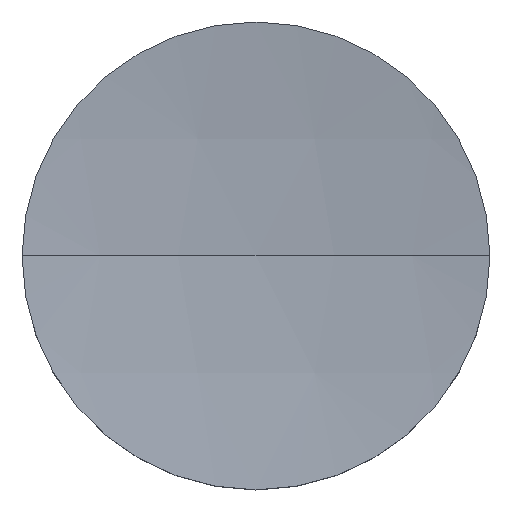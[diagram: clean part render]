
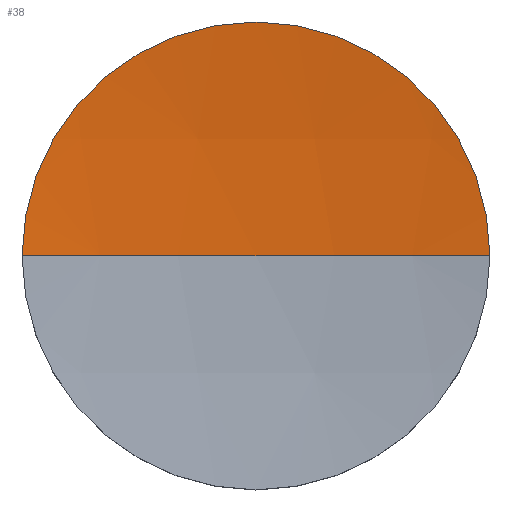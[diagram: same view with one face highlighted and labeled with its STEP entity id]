
A CAD part, top view. The second image highlights one B-rep face of the part: STEP entity #38.
In plain terms, the highlighted spherical face has radius 50 mm.
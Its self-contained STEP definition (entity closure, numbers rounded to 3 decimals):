
#3 = CIRCLE ( 'NONE', #127, 6.35 ) ;
#10 = VERTEX_POINT ( 'NONE', #91 ) ;
#28 = FACE_OUTER_BOUND ( 'NONE', #184, .T. ) ;
#32 = VERTEX_POINT ( 'NONE', #169 ) ;
#38 = ADVANCED_FACE ( 'NONE', ( #28 ), #103, .F. ) ;
#44 = DIRECTION ( 'NONE',  ( 0., -1., 0. ) ) ;
#51 = VERTEX_POINT ( 'NONE', #76 ) ;
#56 = EDGE_CURVE ( 'NONE', #32, #51, #181, .T. ) ;
#76 = CARTESIAN_POINT ( 'NONE',  ( 0., 0., 2.595 ) ) ;
#78 = DIRECTION ( 'NONE',  ( 0., -1., 0. ) ) ;
#87 = ORIENTED_EDGE ( 'NONE', *, *, #56, .F. ) ;
#91 = CARTESIAN_POINT ( 'NONE',  ( -6.35, 0., 3. ) ) ;
#93 = CIRCLE ( 'NONE', #155, 50. ) ;
#103 = SPHERICAL_SURFACE ( 'NONE', #200, 50. ) ;
#106 = CARTESIAN_POINT ( 'NONE',  ( 0., 0., 52.595 ) ) ;
#108 = DIRECTION ( 'NONE',  ( 1., 0., 0. ) ) ;
#109 = CARTESIAN_POINT ( 'NONE',  ( 0., 0., 52.595 ) ) ;
#120 = ORIENTED_EDGE ( 'NONE', *, *, #125, .F. ) ;
#124 = DIRECTION ( 'NONE',  ( 0., 0., -1. ) ) ;
#125 = EDGE_CURVE ( 'NONE', #10, #32, #3, .T. ) ;
#126 = DIRECTION ( 'NONE',  ( 0., 1., 0. ) ) ;
#127 = AXIS2_PLACEMENT_3D ( 'NONE', #199, #124, #108 ) ;
#130 = CARTESIAN_POINT ( 'NONE',  ( 0., 0., 52.595 ) ) ;
#136 = AXIS2_PLACEMENT_3D ( 'NONE', #106, #126, #180 ) ;
#147 = DIRECTION ( 'NONE',  ( 1., 0., 0. ) ) ;
#153 = DIRECTION ( 'NONE',  ( 1., 0., 0. ) ) ;
#155 = AXIS2_PLACEMENT_3D ( 'NONE', #130, #44, #147 ) ;
#169 = CARTESIAN_POINT ( 'NONE',  ( 6.35, 0., 3. ) ) ;
#171 = EDGE_CURVE ( 'NONE', #10, #51, #93, .T. ) ;
#173 = ORIENTED_EDGE ( 'NONE', *, *, #171, .T. ) ;
#180 = DIRECTION ( 'NONE',  ( 0., 0., 1. ) ) ;
#181 = CIRCLE ( 'NONE', #136, 50. ) ;
#184 = EDGE_LOOP ( 'NONE', ( #120, #173, #87 ) ) ;
#199 = CARTESIAN_POINT ( 'NONE',  ( 0., 0., 3. ) ) ;
#200 = AXIS2_PLACEMENT_3D ( 'NONE', #109, #78, #153 ) ;
